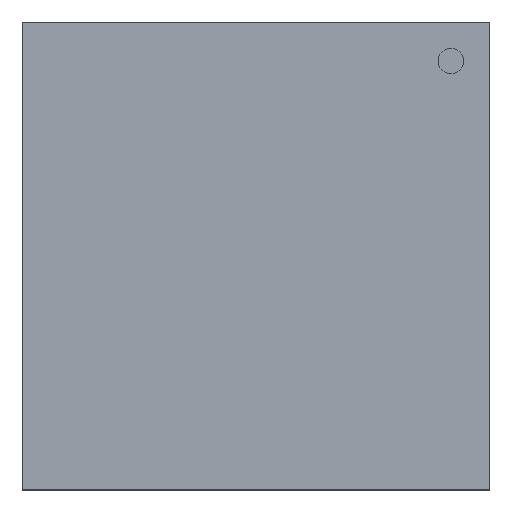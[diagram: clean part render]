
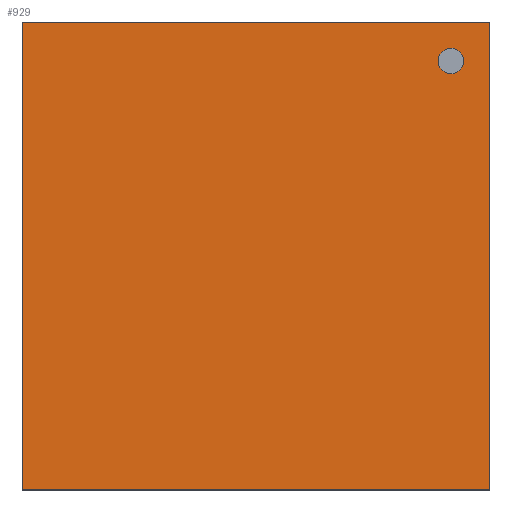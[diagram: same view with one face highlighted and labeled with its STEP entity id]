
A CAD part, top view. The second image highlights one B-rep face of the part: STEP entity #929.
In plain terms, the highlighted planar face has unit normal (0, 0, 1).
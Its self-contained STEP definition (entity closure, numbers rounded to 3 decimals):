
#19 = LINE ( 'NONE', #322, #862 ) ;
#174 = EDGE_CURVE ( 'NONE', #2070, #502, #311, .T. ) ;
#225 = DIRECTION ( 'NONE',  ( 0., 0., 1. ) ) ;
#250 = AXIS2_PLACEMENT_3D ( 'NONE', #748, #2126, #947 ) ;
#251 = CARTESIAN_POINT ( 'NONE',  ( 3., 0., 0.9 ) ) ;
#311 = LINE ( 'NONE', #792, #2355 ) ;
#322 = CARTESIAN_POINT ( 'NONE',  ( 0., 3., 0.9 ) ) ;
#352 = EDGE_CURVE ( 'NONE', #2190, #1433, #19, .T. ) ;
#358 = CARTESIAN_POINT ( 'NONE',  ( 2.831, 2.75, 0.9 ) ) ;
#429 = FACE_OUTER_BOUND ( 'NONE', #1889, .T. ) ;
#432 = CARTESIAN_POINT ( 'NONE',  ( 0., 0., 0.9 ) ) ;
#478 = CIRCLE ( 'NONE', #250, 0.081 ) ;
#502 = VERTEX_POINT ( 'NONE', #251 ) ;
#513 = DIRECTION ( 'NONE',  ( 0., 1., 0. ) ) ;
#607 = CARTESIAN_POINT ( 'NONE',  ( 3., 0., 0.9 ) ) ;
#665 = CARTESIAN_POINT ( 'NONE',  ( 0., 3., 0.9 ) ) ;
#687 = EDGE_CURVE ( 'NONE', #502, #2190, #1697, .T. ) ;
#730 = CARTESIAN_POINT ( 'NONE',  ( 0., 0., 0.9 ) ) ;
#748 = CARTESIAN_POINT ( 'NONE',  ( 2.75, 2.75, 0.9 ) ) ;
#792 = CARTESIAN_POINT ( 'NONE',  ( 0., 0., 0.9 ) ) ;
#850 = CARTESIAN_POINT ( 'NONE',  ( 0., 0., 0.9 ) ) ;
#862 = VECTOR ( 'NONE', #2261, 1000. ) ;
#868 = ORIENTED_EDGE ( 'NONE', *, *, #2483, .T. ) ;
#897 = EDGE_LOOP ( 'NONE', ( #2305, #1962 ) ) ;
#929 = ADVANCED_FACE ( 'NONE', ( #952, #429 ), #1917, .F. ) ;
#947 = DIRECTION ( 'NONE',  ( 1., 0., 0. ) ) ;
#952 = FACE_BOUND ( 'NONE', #897, .T. ) ;
#985 = DIRECTION ( 'NONE',  ( 1., 0., 0. ) ) ;
#1041 = VECTOR ( 'NONE', #1045, 1000. ) ;
#1045 = DIRECTION ( 'NONE',  ( 0., -1., 0. ) ) ;
#1117 = ORIENTED_EDGE ( 'NONE', *, *, #687, .T. ) ;
#1126 = DIRECTION ( 'NONE',  ( 0., 0., -1. ) ) ;
#1253 = VERTEX_POINT ( 'NONE', #358 ) ;
#1308 = CARTESIAN_POINT ( 'NONE',  ( 3., 3., 0.9 ) ) ;
#1313 = CARTESIAN_POINT ( 'NONE',  ( 2.669, 2.75, 0.9 ) ) ;
#1406 = CARTESIAN_POINT ( 'NONE',  ( 2.75, 2.75, 0.9 ) ) ;
#1433 = VERTEX_POINT ( 'NONE', #665 ) ;
#1436 = AXIS2_PLACEMENT_3D ( 'NONE', #1406, #225, #1602 ) ;
#1570 = LINE ( 'NONE', #850, #1041 ) ;
#1587 = AXIS2_PLACEMENT_3D ( 'NONE', #730, #1126, #2514 ) ;
#1602 = DIRECTION ( 'NONE',  ( 1., 0., 0. ) ) ;
#1663 = EDGE_CURVE ( 'NONE', #1253, #1819, #478, .T. ) ;
#1697 = LINE ( 'NONE', #607, #2225 ) ;
#1766 = EDGE_CURVE ( 'NONE', #1819, #1253, #1817, .T. ) ;
#1817 = CIRCLE ( 'NONE', #1436, 0.081 ) ;
#1819 = VERTEX_POINT ( 'NONE', #1313 ) ;
#1889 = EDGE_LOOP ( 'NONE', ( #868, #1931, #1117, #2244 ) ) ;
#1917 = PLANE ( 'NONE',  #1587 ) ;
#1931 = ORIENTED_EDGE ( 'NONE', *, *, #174, .T. ) ;
#1962 = ORIENTED_EDGE ( 'NONE', *, *, #1766, .F. ) ;
#2070 = VERTEX_POINT ( 'NONE', #432 ) ;
#2126 = DIRECTION ( 'NONE',  ( 0., 0., 1. ) ) ;
#2190 = VERTEX_POINT ( 'NONE', #1308 ) ;
#2225 = VECTOR ( 'NONE', #513, 1000. ) ;
#2244 = ORIENTED_EDGE ( 'NONE', *, *, #352, .T. ) ;
#2261 = DIRECTION ( 'NONE',  ( -1., 0., 0. ) ) ;
#2305 = ORIENTED_EDGE ( 'NONE', *, *, #1663, .F. ) ;
#2355 = VECTOR ( 'NONE', #985, 1000. ) ;
#2483 = EDGE_CURVE ( 'NONE', #1433, #2070, #1570, .T. ) ;
#2514 = DIRECTION ( 'NONE',  ( -1., 0., 0. ) ) ;
